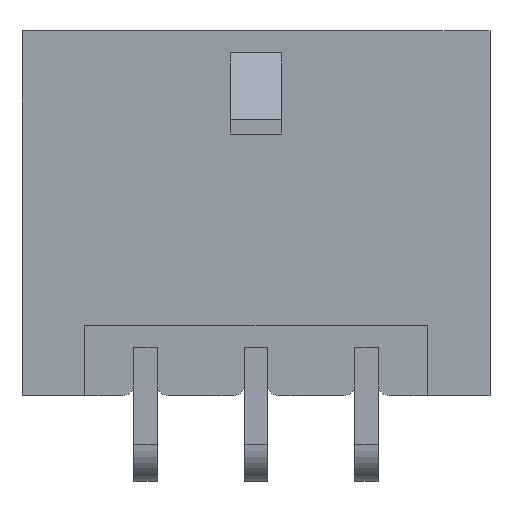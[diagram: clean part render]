
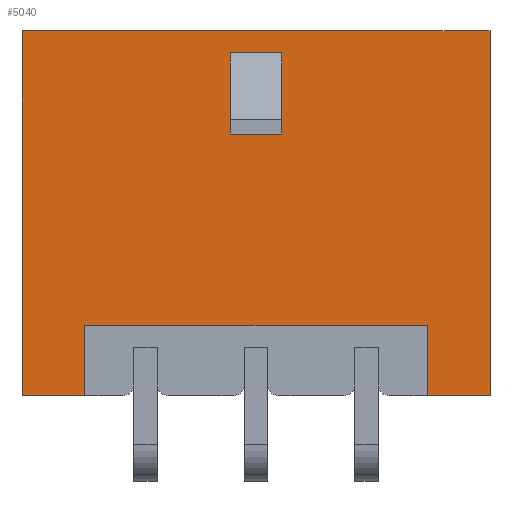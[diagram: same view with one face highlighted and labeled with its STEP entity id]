
A CAD part, front view. The second image highlights one B-rep face of the part: STEP entity #5040.
In plain terms, the highlighted planar face has unit normal (0, -1, 0).
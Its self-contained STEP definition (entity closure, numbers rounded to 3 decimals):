
#269=ORIENTED_EDGE('',*,*,#1745,.F.);
#270=ORIENTED_EDGE('',*,*,#1746,.F.);
#271=ORIENTED_EDGE('',*,*,#1747,.T.);
#272=ORIENTED_EDGE('',*,*,#1748,.T.);
#273=ORIENTED_EDGE('',*,*,#1749,.T.);
#274=ORIENTED_EDGE('',*,*,#1750,.T.);
#275=ORIENTED_EDGE('',*,*,#1648,.F.);
#276=ORIENTED_EDGE('',*,*,#1751,.T.);
#277=ORIENTED_EDGE('',*,*,#1752,.T.);
#278=ORIENTED_EDGE('',*,*,#1753,.F.);
#279=ORIENTED_EDGE('',*,*,#1754,.F.);
#280=ORIENTED_EDGE('',*,*,#1755,.T.);
#1648=EDGE_CURVE('',#2394,#2395,#2884,.T.);
#1745=EDGE_CURVE('',#2475,#2476,#2971,.T.);
#1746=EDGE_CURVE('',#2477,#2475,#2972,.T.);
#1747=EDGE_CURVE('',#2477,#2478,#2973,.T.);
#1748=EDGE_CURVE('',#2478,#2476,#2974,.T.);
#1749=EDGE_CURVE('',#2479,#2480,#2975,.T.);
#1750=EDGE_CURVE('',#2480,#2395,#2976,.T.);
#1751=EDGE_CURVE('',#2394,#2481,#2977,.T.);
#1752=EDGE_CURVE('',#2481,#2482,#2978,.T.);
#1753=EDGE_CURVE('',#2483,#2482,#2979,.T.);
#1754=EDGE_CURVE('',#2484,#2483,#2980,.T.);
#1755=EDGE_CURVE('',#2484,#2479,#2981,.T.);
#2394=VERTEX_POINT('',#6999);
#2395=VERTEX_POINT('',#7001);
#2475=VERTEX_POINT('',#7196);
#2476=VERTEX_POINT('',#7197);
#2477=VERTEX_POINT('',#7199);
#2478=VERTEX_POINT('',#7201);
#2479=VERTEX_POINT('',#7204);
#2480=VERTEX_POINT('',#7205);
#2481=VERTEX_POINT('',#7208);
#2482=VERTEX_POINT('',#7210);
#2483=VERTEX_POINT('',#7212);
#2484=VERTEX_POINT('',#7214);
#2884=LINE('',#7000,#3576);
#2971=LINE('',#7195,#3663);
#2972=LINE('',#7198,#3664);
#2973=LINE('',#7200,#3665);
#2974=LINE('',#7202,#3666);
#2975=LINE('',#7203,#3667);
#2976=LINE('',#7206,#3668);
#2977=LINE('',#7207,#3669);
#2978=LINE('',#7209,#3670);
#2979=LINE('',#7211,#3671);
#2980=LINE('',#7213,#3672);
#2981=LINE('',#7215,#3673);
#3576=VECTOR('',#5662,1000.);
#3663=VECTOR('',#5805,1000.);
#3664=VECTOR('',#5806,1000.);
#3665=VECTOR('',#5807,1000.);
#3666=VECTOR('',#5808,1000.);
#3667=VECTOR('',#5809,1000.);
#3668=VECTOR('',#5810,1000.);
#3669=VECTOR('',#5811,1000.);
#3670=VECTOR('',#5812,1000.);
#3671=VECTOR('',#5813,1000.);
#3672=VECTOR('',#5814,1000.);
#3673=VECTOR('',#5815,1000.);
#4265=EDGE_LOOP('',(#269,#270,#271,#272));
#4266=EDGE_LOOP('',(#273,#274,#275,#276,#277,#278,#279,#280));
#4537=FACE_BOUND('',#4265,.T.);
#4538=FACE_BOUND('',#4266,.T.);
#4809=PLANE('',#5343);
#5040=ADVANCED_FACE('',(#4537,#4538),#4809,.T.);
#5343=AXIS2_PLACEMENT_3D('',#7194,#5803,#5804);
#5662=DIRECTION('',(-1.,0.,0.));
#5803=DIRECTION('',(0.,-1.,0.));
#5804=DIRECTION('',(0.,0.,-1.));
#5805=DIRECTION('',(-1.,0.,0.));
#5806=DIRECTION('',(0.,0.,1.));
#5807=DIRECTION('',(-1.,0.,0.));
#5808=DIRECTION('',(0.,0.,1.));
#5809=DIRECTION('',(1.,0.,0.));
#5810=DIRECTION('',(0.,0.,-1.));
#5811=DIRECTION('',(0.,0.,1.));
#5812=DIRECTION('',(-1.,0.,0.));
#5813=DIRECTION('',(0.,0.,1.));
#5814=DIRECTION('',(-1.,0.,0.));
#5815=DIRECTION('',(0.,0.,1.));
#6999=CARTESIAN_POINT('',(6.35,-3.43,-4.95));
#7000=CARTESIAN_POINT('',(6.35,-3.43,-4.95));
#7001=CARTESIAN_POINT('',(4.65,-3.43,-4.95));
#7194=CARTESIAN_POINT('',(6.35,-3.43,-4.95));
#7195=CARTESIAN_POINT('',(0.7,-3.43,4.35));
#7196=CARTESIAN_POINT('',(0.7,-3.43,4.35));
#7197=CARTESIAN_POINT('',(-0.7,-3.43,4.35));
#7198=CARTESIAN_POINT('',(0.7,-3.43,2.15));
#7199=CARTESIAN_POINT('',(0.7,-3.43,2.15));
#7200=CARTESIAN_POINT('',(0.7,-3.43,2.15));
#7201=CARTESIAN_POINT('',(-0.7,-3.43,2.15));
#7202=CARTESIAN_POINT('',(-0.7,-3.43,2.15));
#7203=CARTESIAN_POINT('',(-4.65,-3.43,-3.05));
#7204=CARTESIAN_POINT('',(-4.65,-3.43,-3.05));
#7205=CARTESIAN_POINT('',(4.65,-3.43,-3.05));
#7206=CARTESIAN_POINT('',(4.65,-3.43,-3.05));
#7207=CARTESIAN_POINT('',(6.35,-3.43,-4.95));
#7208=CARTESIAN_POINT('',(6.35,-3.43,4.95));
#7209=CARTESIAN_POINT('',(6.35,-3.43,4.95));
#7210=CARTESIAN_POINT('',(-6.35,-3.43,4.95));
#7211=CARTESIAN_POINT('',(-6.35,-3.43,-4.95));
#7212=CARTESIAN_POINT('',(-6.35,-3.43,-4.95));
#7213=CARTESIAN_POINT('',(6.35,-3.43,-4.95));
#7214=CARTESIAN_POINT('',(-4.65,-3.43,-4.95));
#7215=CARTESIAN_POINT('',(-4.65,-3.43,-4.95));
